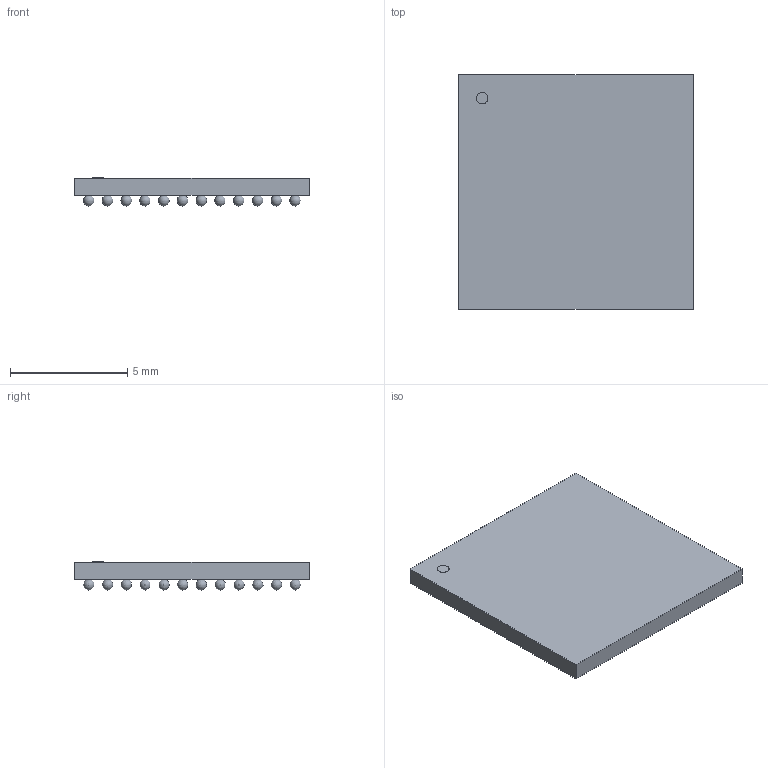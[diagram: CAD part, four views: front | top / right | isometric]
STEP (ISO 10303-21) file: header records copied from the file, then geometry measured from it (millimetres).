
FILE_DESCRIPTION(('STEP AP214'),'1');
FILE_NAME('144-CABGA_REN','2024-01-11T10:26:23',(''),(''),'','','');
FILE_SCHEMA(('AUTOMOTIVE_DESIGN'));
Length unit declared in the file: millimetre
Products named in the file (1): product
Bounding box: 10.01 x 10.01 x 1.2 mm (x, y, z)
Volume: 81.1 mm3; surface area: 324.8 mm2
Topology: 146 solids, 146 shells, 153 faces, 447 edges, 298 vertices
Faces by surface type: sphere 144, plane 8, cylinder 1
Full cylindrical faces by diameter (mm): 0.5 x1
Entity records: 1669 total; most frequent: DIRECTION 326, CARTESIAN_POINT 167, AXIS2_PLACEMENT_3D 157, STYLED_ITEM 153, ADVANCED_FACE 153, MANIFOLD_SOLID_BREP 146, CLOSED_SHELL 146, SPHERICAL_SURFACE 144
